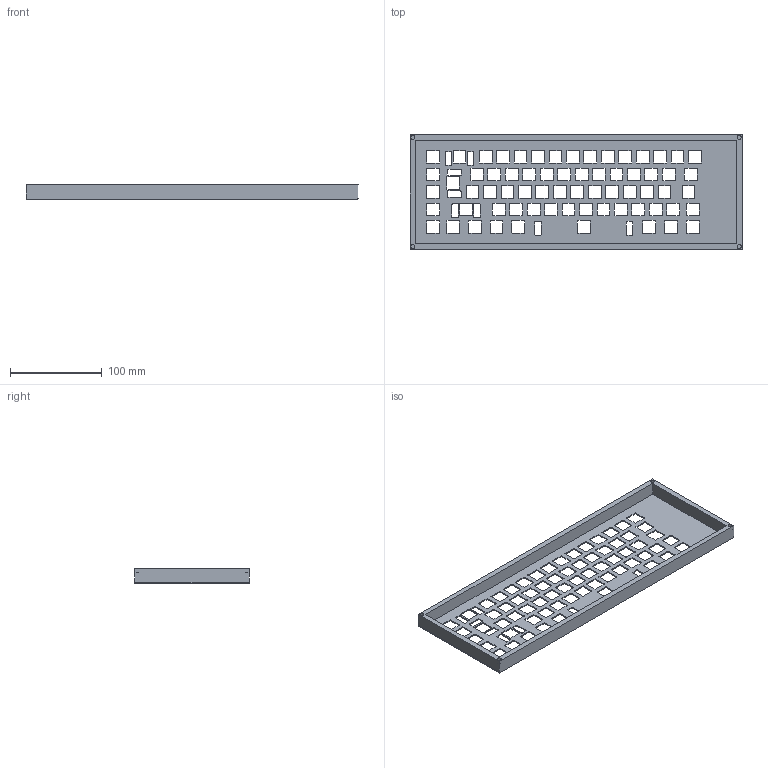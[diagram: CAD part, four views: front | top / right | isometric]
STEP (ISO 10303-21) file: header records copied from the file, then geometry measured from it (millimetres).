
FILE_DESCRIPTION(/* description */ ('KiCad electronic assembly'),/* implementation_level */ '2;1');
FILE_NAME(/* name */ 'case.step',/* time_stamp */ '2025-06-22T17:57:37+02:00',/* author */ (''),/* organization */ (''),/* preprocessor_version */ 'ST-DEVELOPER v20.1',/* originating_system */ 'Autodesk Translation Framework v14.10.0.0',/* authorisation */ '');
FILE_SCHEMA (('AUTOMOTIVE_DESIGN { 1 0 10303 214 3 1 1 }'));
Length unit declared in the file: millimetre
Products named in the file (1): keyboardv3 1
Bounding box: 362.48 x 125.4 x 15.69 mm (x, y, z)
Volume: 120308.8 mm3; surface area: 96839.1 mm2
Topology: 1 solids, 1 shells, 623 faces, 1848 edges, 1232 vertices
Faces by surface type: plane 319, cylinder 304
Full cylindrical faces by diameter (mm): 4.4 x4
Entity records: 21332 total; most frequent: DIRECTION 3704, CARTESIAN_POINT 3704, ORIENTED_EDGE 3696, EDGE_CURVE 1848, LINE 1240, VECTOR 1240, VERTEX_POINT 1232, AXIS2_PLACEMENT_3D 1232
